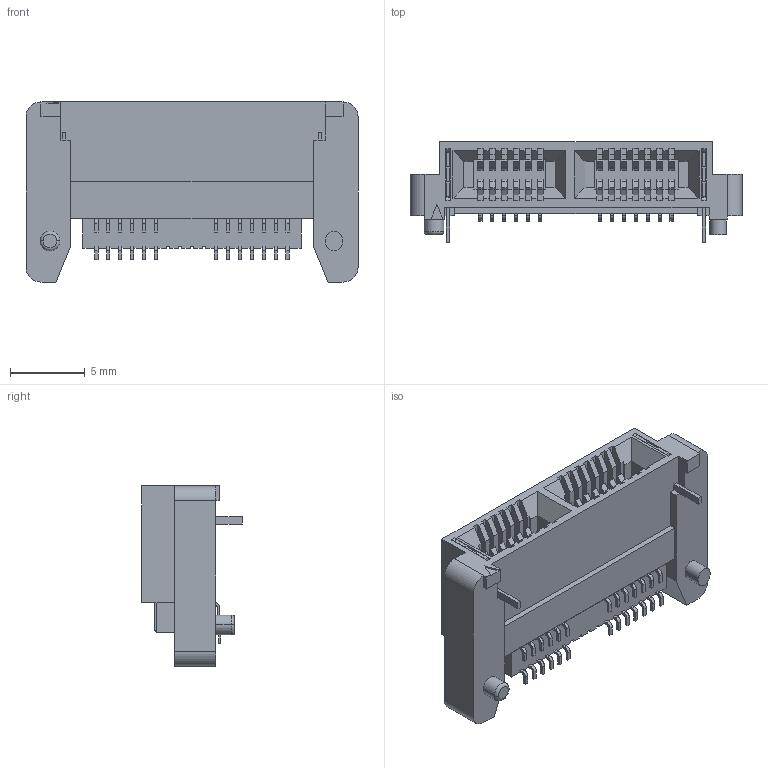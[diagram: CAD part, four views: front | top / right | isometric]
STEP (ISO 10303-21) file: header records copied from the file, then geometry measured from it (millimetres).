
FILE_DESCRIPTION (( 'STEP AP214' ), '1' );
FILE_NAME ('HSEC8-113-01-L-RA.STEP', '2018-02-26T13:24:37', ( '' ), ( '' ), 'SwSTEP 2.0', 'SolidWorks 2018', '' );
FILE_SCHEMA (( 'AUTOMOTIVE_DESIGN' ));
Length unit declared in the file: millimetre
Products named in the file (3): HSEC8-113-01-L-RA; _HSEC8_13_01_D_RA__socket_2; _C_272_13_4
Assembly tree (2 placements, depth 2):
  HSEC8-113-01-L-RA
    _HSEC8_13_01_D_RA__socket_2
    _C_272_13_4
Bounding box: 22.2 x 6.74 x 12.05 mm (x, y, z)
Volume: 708.2 mm3; surface area: 1639.2 mm2
Topology: 2 solids, 2 shells, 894 faces, 2633 edges, 1750 vertices
Faces by surface type: plane 750, cylinder 142, torus 2
Entity records: 29642 total; most frequent: CARTESIAN_POINT 5298, ORIENTED_EDGE 5266, DIRECTION 4713, EDGE_CURVE 2633, LINE 2343, VECTOR 2343, VERTEX_POINT 1750, AXIS2_PLACEMENT_3D 1185
